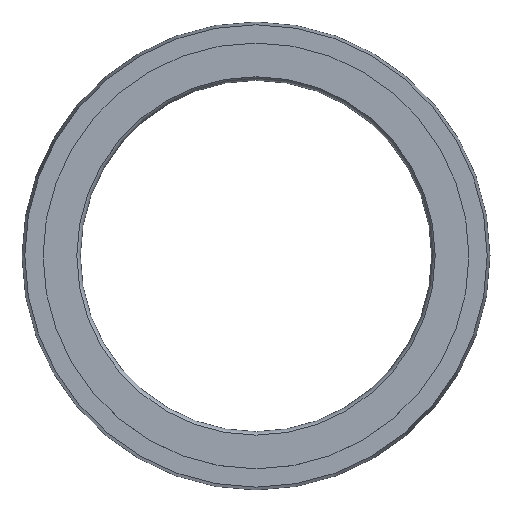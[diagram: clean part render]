
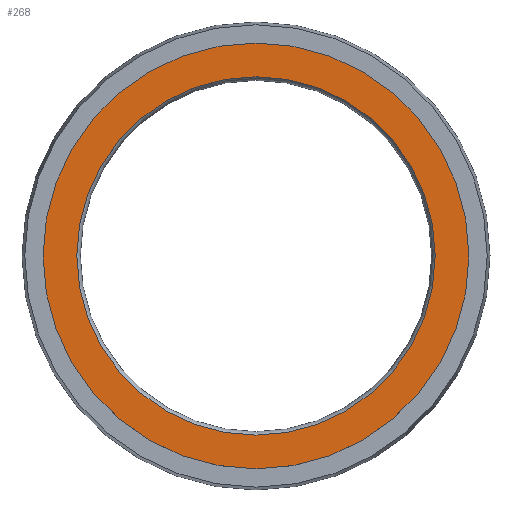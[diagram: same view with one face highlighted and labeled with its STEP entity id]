
A CAD part, top view. The second image highlights one B-rep face of the part: STEP entity #268.
In plain terms, the highlighted planar face has unit normal (0, 0, 1).
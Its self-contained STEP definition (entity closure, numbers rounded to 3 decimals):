
#7 = VERTEX_POINT ( 'NONE', #500 ) ;
#15 = CIRCLE ( 'NONE', #552, 15.15 ) ;
#30 = EDGE_CURVE ( 'NONE', #53, #198, #287, .T. ) ;
#32 = DIRECTION ( 'NONE',  ( 0., 0., 1. ) ) ;
#53 = VERTEX_POINT ( 'NONE', #216 ) ;
#85 = DIRECTION ( 'NONE',  ( 1., 0., 0. ) ) ;
#155 = EDGE_LOOP ( 'NONE', ( #404, #429 ) ) ;
#181 = EDGE_CURVE ( 'NONE', #198, #53, #15, .T. ) ;
#198 = VERTEX_POINT ( 'NONE', #259 ) ;
#216 = CARTESIAN_POINT ( 'NONE',  ( 15.15, 0., 0. ) ) ;
#223 = VERTEX_POINT ( 'NONE', #370 ) ;
#248 = ORIENTED_EDGE ( 'NONE', *, *, #350, .F. ) ;
#259 = CARTESIAN_POINT ( 'NONE',  ( -15.15, 0., 0. ) ) ;
#268 = ADVANCED_FACE ( 'NONE', ( #570, #599 ), #333, .F. ) ;
#273 = DIRECTION ( 'NONE',  ( 1., 0., 0. ) ) ;
#287 = CIRCLE ( 'NONE', #290, 15.15 ) ;
#290 = AXIS2_PLACEMENT_3D ( 'NONE', #447, #352, #456 ) ;
#333 = PLANE ( 'NONE',  #473 ) ;
#350 = EDGE_CURVE ( 'NONE', #7, #223, #616, .T. ) ;
#352 = DIRECTION ( 'NONE',  ( 0., 0., 1. ) ) ;
#370 = CARTESIAN_POINT ( 'NONE',  ( 12.75, 0., 0. ) ) ;
#372 = CARTESIAN_POINT ( 'NONE',  ( 0., 0., 0. ) ) ;
#378 = CARTESIAN_POINT ( 'NONE',  ( 0., 0., 0. ) ) ;
#379 = ORIENTED_EDGE ( 'NONE', *, *, #387, .F. ) ;
#385 = CARTESIAN_POINT ( 'NONE',  ( 0., 0., 0. ) ) ;
#387 = EDGE_CURVE ( 'NONE', #223, #7, #449, .T. ) ;
#404 = ORIENTED_EDGE ( 'NONE', *, *, #30, .T. ) ;
#405 = AXIS2_PLACEMENT_3D ( 'NONE', #378, #642, #85 ) ;
#416 = DIRECTION ( 'NONE',  ( 0., 0., -1. ) ) ;
#419 = CARTESIAN_POINT ( 'NONE',  ( 0., 0., 0. ) ) ;
#429 = ORIENTED_EDGE ( 'NONE', *, *, #181, .T. ) ;
#447 = CARTESIAN_POINT ( 'NONE',  ( 0., 0., 0. ) ) ;
#449 = CIRCLE ( 'NONE', #405, 12.75 ) ;
#456 = DIRECTION ( 'NONE',  ( 1., 0., 0. ) ) ;
#473 = AXIS2_PLACEMENT_3D ( 'NONE', #419, #416, #474 ) ;
#474 = DIRECTION ( 'NONE',  ( -1., 0., 0. ) ) ;
#500 = CARTESIAN_POINT ( 'NONE',  ( -12.75, 0., 0. ) ) ;
#552 = AXIS2_PLACEMENT_3D ( 'NONE', #372, #32, #273 ) ;
#560 = AXIS2_PLACEMENT_3D ( 'NONE', #385, #581, #585 ) ;
#570 = FACE_BOUND ( 'NONE', #609, .T. ) ;
#581 = DIRECTION ( 'NONE',  ( 0., 0., 1. ) ) ;
#585 = DIRECTION ( 'NONE',  ( 1., 0., 0. ) ) ;
#599 = FACE_OUTER_BOUND ( 'NONE', #155, .T. ) ;
#609 = EDGE_LOOP ( 'NONE', ( #379, #248 ) ) ;
#616 = CIRCLE ( 'NONE', #560, 12.75 ) ;
#642 = DIRECTION ( 'NONE',  ( 0., 0., 1. ) ) ;
